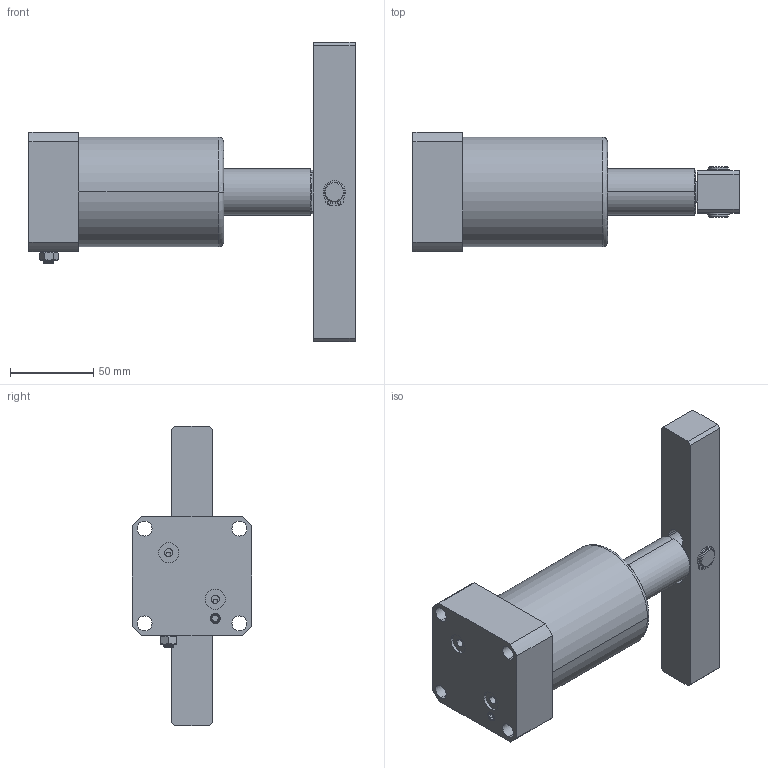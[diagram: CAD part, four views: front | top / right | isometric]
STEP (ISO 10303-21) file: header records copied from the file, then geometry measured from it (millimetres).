
FILE_DESCRIPTION (( 'STEP AP203' ), '1' );
FILE_NAME ('chs-mf50d-e_asm.STEP', '2019-04-24T12:16:42', ( '' ), ( '' ), 'SwSTEP 2.0', 'SolidWorks 2017', '' );
FILE_SCHEMA (( 'CONFIG_CONTROL_DESIGN' ));
Length unit declared in the file: millimetre
Products named in the file (12): CHS-50DYB_6; 轴用挡圈; chs-mf50d-e_asm; CHS-50-EDHSG_1; M6LM_3; M6_4; PRT0003_3; PRT0006_3; 种; CHS-MF50EBT_1; PRT0001_3; PRT0002_3
Assembly tree (13 placements, depth 2):
  chs-mf50d-e_asm
    CHS-MF50EBT_1
    CHS-50-EDHSG_1
    M6_4  x2
    PRT0002_3
    M6LM_3
    PRT0003_3
    PRT0001_3
    PRT0006_3
    CHS-50DYB_6
    轴用挡圈  x2
    种
Bounding box: 196 x 72 x 180 mm (x, y, z)
Volume: 502935.9 mm3; surface area: 98343.7 mm2
Topology: 13 solids, 13 shells, 419 faces, 1186 edges, 817 vertices
Faces by surface type: cylinder 230, plane 113, bspline 50, cone 24, torus 2
Entity records: 27972 total; most frequent: CARTESIAN_POINT 17920, ORIENTED_EDGE 2046, DIRECTION 1483, EDGE_CURVE 1023, VERTEX_POINT 710, AXIS2_PLACEMENT_3D 577, B_SPLINE_CURVE_WITH_KNOTS 428, EDGE_LOOP 419
